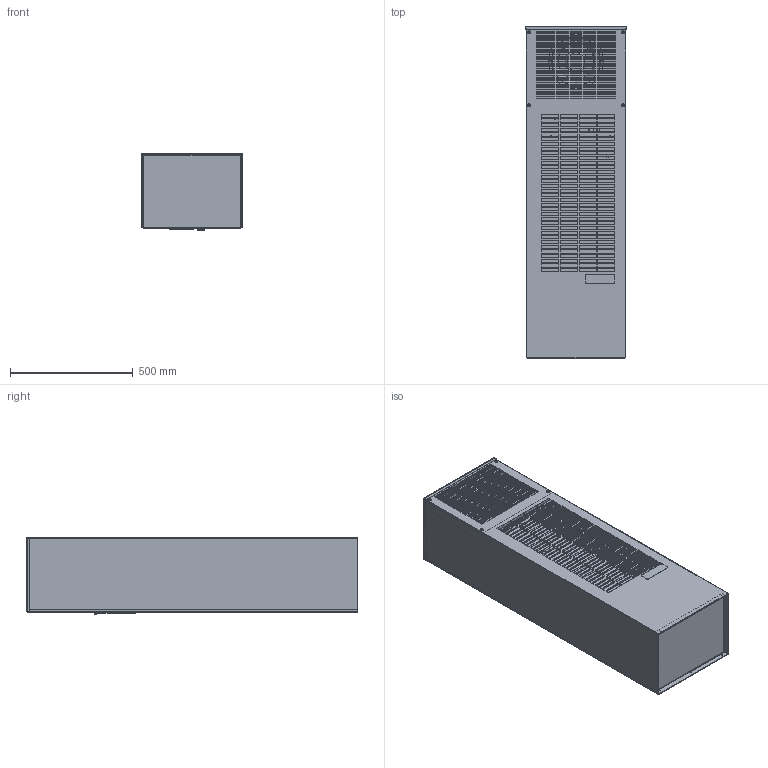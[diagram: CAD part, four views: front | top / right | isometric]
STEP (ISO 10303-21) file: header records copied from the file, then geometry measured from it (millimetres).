
FILE_DESCRIPTION (( 'STEP AP203' ), '1' );
FILE_NAME ('13383836255_Default.step', '2025-03-21T19:51:21', ( 'Windows User' ), ( 'AUTOMATION DIRECT' ), 'SwSTEP 2.0', 'SolidWorks 2024', '' );
FILE_SCHEMA (( 'CONFIG_CONTROL_DESIGN' ));
Products named in the file (1): 13383836255_Default
Bounding box: 409.09 x 1351.71 x 315.86 mm (x, y, z)
Volume: 7109594.4 mm3; surface area: 7006997.8 mm2
Topology: 20 solids, 20 shells, 3087 faces, 8462 edges, 5509 vertices
Faces by surface type: plane 2071, cylinder 908, bspline 36, cone 36, torus 30, sphere 6
Entity records: 104913 total; most frequent: CARTESIAN_POINT 23418, ORIENTED_EDGE 16884, DIRECTION 16252, EDGE_CURVE 8442, VECTOR 6340, LINE 6340, VERTEX_POINT 5509, AXIS2_PLACEMENT_3D 4956
